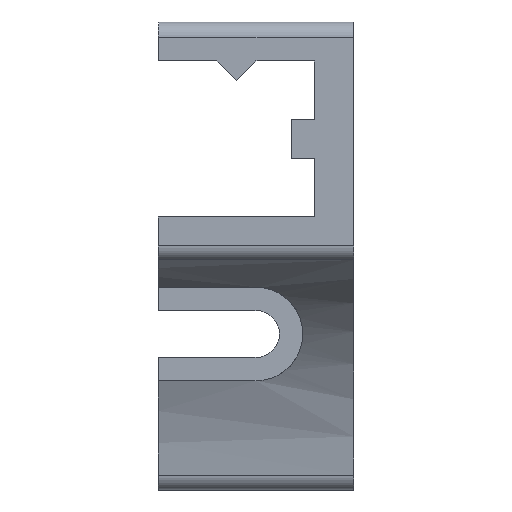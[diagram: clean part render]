
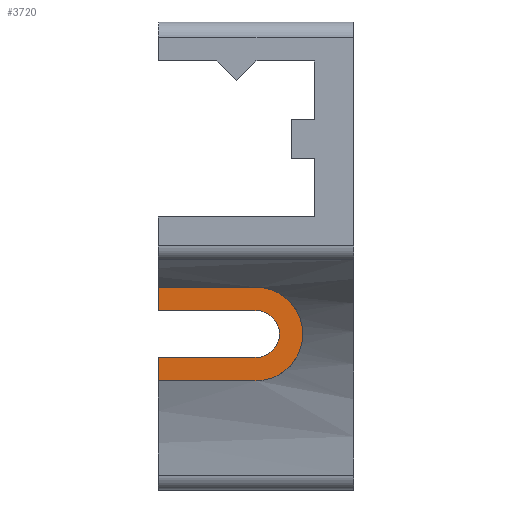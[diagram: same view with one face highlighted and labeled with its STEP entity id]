
A CAD part, left-side view. The second image highlights one B-rep face of the part: STEP entity #3720.
In plain terms, the highlighted planar face has unit normal (-1, 0, 0).
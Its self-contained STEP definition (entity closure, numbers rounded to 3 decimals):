
#117 = PLANE('',#118);
#118 = AXIS2_PLACEMENT_3D('',#119,#120,#121);
#119 = CARTESIAN_POINT('',(-7.,25.,-35.));
#120 = DIRECTION('',(0.,1.,0.));
#121 = DIRECTION('',(0.,0.,1.));
#148 = PLANE('',#149);
#149 = AXIS2_PLACEMENT_3D('',#150,#151,#152);
#150 = CARTESIAN_POINT('',(-5.,12.5,-21.));
#151 = DIRECTION('',(0.,0.,-1.));
#152 = DIRECTION('',(0.,1.,0.));
#349 = CYLINDRICAL_SURFACE('',#350,6.);
#350 = AXIS2_PLACEMENT_3D('',#351,#352,#353);
#351 = CARTESIAN_POINT('',(-5.,12.5,-15.));
#352 = DIRECTION('',(1.,-0.,0.));
#353 = DIRECTION('',(0.,0.,1.));
#464 = PLANE('',#465);
#465 = AXIS2_PLACEMENT_3D('',#466,#467,#468);
#466 = CARTESIAN_POINT('',(-5.,32.5,-9.));
#467 = DIRECTION('',(0.,0.,1.));
#468 = DIRECTION('',(0.,-1.,0.));
#493 = PLANE('',#494);
#494 = AXIS2_PLACEMENT_3D('',#495,#496,#497);
#495 = CARTESIAN_POINT('',(-7.,25.,-35.));
#496 = DIRECTION('',(0.,1.,0.));
#497 = DIRECTION('',(0.,0.,1.));
#1080 = VERTEX_POINT('',#1081);
#1081 = CARTESIAN_POINT('',(-5.,25.,-9.));
#1175 = VERTEX_POINT('',#1176);
#1176 = CARTESIAN_POINT('',(-5.,25.,-12.));
#1189 = PLANE('',#1190);
#1190 = AXIS2_PLACEMENT_3D('',#1191,#1192,#1193);
#1191 = CARTESIAN_POINT('',(-5.,32.5,-12.));
#1192 = DIRECTION('',(0.,-0.,-1.));
#1193 = DIRECTION('',(0.,-1.,0.));
#1200 = EDGE_CURVE('',#1080,#1175,#1201,.T.);
#1201 = SURFACE_CURVE('',#1202,(#1206,#1212),.PCURVE_S1.);
#1202 = LINE('',#1203,#1204);
#1203 = CARTESIAN_POINT('',(-5.,25.,-28.));
#1204 = VECTOR('',#1205,1.);
#1205 = DIRECTION('',(0.,0.,-1.));
#1206 = PCURVE('',#493,#1207);
#1207 = DEFINITIONAL_REPRESENTATION('',(#1208),#1211);
#1208 = B_SPLINE_CURVE_WITH_KNOTS('',1,(#1209,#1210),.UNSPECIFIED.,.F.,
  .F.,(2,2),(-20.2,-5.8),.PIECEWISE_BEZIER_KNOTS.);
#1209 = CARTESIAN_POINT('',(27.2,2.));
#1210 = CARTESIAN_POINT('',(12.8,2.));
#1211 = ( GEOMETRIC_REPRESENTATION_CONTEXT(2) 
PARAMETRIC_REPRESENTATION_CONTEXT() REPRESENTATION_CONTEXT('2D SPACE',''
  ) );
#1212 = PCURVE('',#1213,#1218);
#1213 = PLANE('',#1214);
#1214 = AXIS2_PLACEMENT_3D('',#1215,#1216,#1217);
#1215 = CARTESIAN_POINT('',(-5.,12.5,-21.));
#1216 = DIRECTION('',(1.,0.,0.));
#1217 = DIRECTION('',(0.,0.,-1.));
#1218 = DEFINITIONAL_REPRESENTATION('',(#1219),#1222);
#1219 = B_SPLINE_CURVE_WITH_KNOTS('',1,(#1220,#1221),.UNSPECIFIED.,.F.,
  .F.,(2,2),(-20.2,-5.8),.PIECEWISE_BEZIER_KNOTS.);
#1220 = CARTESIAN_POINT('',(-13.2,12.5));
#1221 = CARTESIAN_POINT('',(1.2,12.5));
#1222 = ( GEOMETRIC_REPRESENTATION_CONTEXT(2) 
PARAMETRIC_REPRESENTATION_CONTEXT() REPRESENTATION_CONTEXT('2D SPACE',''
  ) );
#1227 = EDGE_CURVE('',#1080,#1228,#1230,.T.);
#1228 = VERTEX_POINT('',#1229);
#1229 = CARTESIAN_POINT('',(-5.,12.5,-9.));
#1230 = SURFACE_CURVE('',#1231,(#1235,#1242),.PCURVE_S1.);
#1231 = LINE('',#1232,#1233);
#1232 = CARTESIAN_POINT('',(-5.,32.5,-9.));
#1233 = VECTOR('',#1234,1.);
#1234 = DIRECTION('',(0.,-1.,0.));
#1235 = PCURVE('',#464,#1236);
#1236 = DEFINITIONAL_REPRESENTATION('',(#1237),#1241);
#1237 = LINE('',#1238,#1239);
#1238 = CARTESIAN_POINT('',(0.,0.));
#1239 = VECTOR('',#1240,1.);
#1240 = DIRECTION('',(1.,0.));
#1241 = ( GEOMETRIC_REPRESENTATION_CONTEXT(2) 
PARAMETRIC_REPRESENTATION_CONTEXT() REPRESENTATION_CONTEXT('2D SPACE',''
  ) );
#1242 = PCURVE('',#1213,#1243);
#1243 = DEFINITIONAL_REPRESENTATION('',(#1244),#1248);
#1244 = LINE('',#1245,#1246);
#1245 = CARTESIAN_POINT('',(-12.,20.));
#1246 = VECTOR('',#1247,1.);
#1247 = DIRECTION('',(0.,-1.));
#1248 = ( GEOMETRIC_REPRESENTATION_CONTEXT(2) 
PARAMETRIC_REPRESENTATION_CONTEXT() REPRESENTATION_CONTEXT('2D SPACE',''
  ) );
#1276 = EDGE_CURVE('',#1277,#1228,#1279,.T.);
#1277 = VERTEX_POINT('',#1278);
#1278 = CARTESIAN_POINT('',(-5.,12.5,-21.));
#1279 = SURFACE_CURVE('',#1280,(#1285,#1292),.PCURVE_S1.);
#1280 = CIRCLE('',#1281,6.);
#1281 = AXIS2_PLACEMENT_3D('',#1282,#1283,#1284);
#1282 = CARTESIAN_POINT('',(-5.,12.5,-15.));
#1283 = DIRECTION('',(-1.,0.,0.));
#1284 = DIRECTION('',(0.,0.,1.));
#1285 = PCURVE('',#349,#1286);
#1286 = DEFINITIONAL_REPRESENTATION('',(#1287),#1291);
#1287 = LINE('',#1288,#1289);
#1288 = CARTESIAN_POINT('',(-0.,0.));
#1289 = VECTOR('',#1290,1.);
#1290 = DIRECTION('',(-1.,0.));
#1291 = ( GEOMETRIC_REPRESENTATION_CONTEXT(2) 
PARAMETRIC_REPRESENTATION_CONTEXT() REPRESENTATION_CONTEXT('2D SPACE',''
  ) );
#1292 = PCURVE('',#1213,#1293);
#1293 = DEFINITIONAL_REPRESENTATION('',(#1294),#1302);
#1294 = ( BOUNDED_CURVE() B_SPLINE_CURVE(2,(#1295,#1296,#1297,#1298,
#1299,#1300,#1301),.UNSPECIFIED.,.F.,.F.) B_SPLINE_CURVE_WITH_KNOTS((1,2
    ,2,2,2,1),(-2.094,0.,2.094,4.189,
6.283,8.378),.UNSPECIFIED.) CURVE() 
GEOMETRIC_REPRESENTATION_ITEM() RATIONAL_B_SPLINE_CURVE((1.,0.5,1.,0.5,
1.,0.5,1.)) REPRESENTATION_ITEM('') );
#1295 = CARTESIAN_POINT('',(-12.,0.));
#1296 = CARTESIAN_POINT('',(-12.,10.392));
#1297 = CARTESIAN_POINT('',(-3.,5.196));
#1298 = CARTESIAN_POINT('',(6.,0.));
#1299 = CARTESIAN_POINT('',(-3.,-5.196));
#1300 = CARTESIAN_POINT('',(-12.,-10.392));
#1301 = CARTESIAN_POINT('',(-12.,0.));
#1302 = ( GEOMETRIC_REPRESENTATION_CONTEXT(2) 
PARAMETRIC_REPRESENTATION_CONTEXT() REPRESENTATION_CONTEXT('2D SPACE',''
  ) );
#1330 = EDGE_CURVE('',#1277,#1331,#1333,.T.);
#1331 = VERTEX_POINT('',#1332);
#1332 = CARTESIAN_POINT('',(-5.,25.,-21.));
#1333 = SURFACE_CURVE('',#1334,(#1338,#1345),.PCURVE_S1.);
#1334 = LINE('',#1335,#1336);
#1335 = CARTESIAN_POINT('',(-5.,12.5,-21.));
#1336 = VECTOR('',#1337,1.);
#1337 = DIRECTION('',(0.,1.,0.));
#1338 = PCURVE('',#148,#1339);
#1339 = DEFINITIONAL_REPRESENTATION('',(#1340),#1344);
#1340 = LINE('',#1341,#1342);
#1341 = CARTESIAN_POINT('',(0.,0.));
#1342 = VECTOR('',#1343,1.);
#1343 = DIRECTION('',(1.,0.));
#1344 = ( GEOMETRIC_REPRESENTATION_CONTEXT(2) 
PARAMETRIC_REPRESENTATION_CONTEXT() REPRESENTATION_CONTEXT('2D SPACE',''
  ) );
#1345 = PCURVE('',#1213,#1346);
#1346 = DEFINITIONAL_REPRESENTATION('',(#1347),#1351);
#1347 = LINE('',#1348,#1349);
#1348 = CARTESIAN_POINT('',(0.,0.));
#1349 = VECTOR('',#1350,1.);
#1350 = DIRECTION('',(0.,1.));
#1351 = ( GEOMETRIC_REPRESENTATION_CONTEXT(2) 
PARAMETRIC_REPRESENTATION_CONTEXT() REPRESENTATION_CONTEXT('2D SPACE',''
  ) );
#1407 = EDGE_CURVE('',#1408,#1331,#1410,.T.);
#1408 = VERTEX_POINT('',#1409);
#1409 = CARTESIAN_POINT('',(-5.,25.,-18.));
#1410 = SURFACE_CURVE('',#1411,(#1415,#1421),.PCURVE_S1.);
#1411 = LINE('',#1412,#1413);
#1412 = CARTESIAN_POINT('',(-5.,25.,-28.));
#1413 = VECTOR('',#1414,1.);
#1414 = DIRECTION('',(0.,0.,-1.));
#1415 = PCURVE('',#117,#1416);
#1416 = DEFINITIONAL_REPRESENTATION('',(#1417),#1420);
#1417 = B_SPLINE_CURVE_WITH_KNOTS('',1,(#1418,#1419),.UNSPECIFIED.,.F.,
  .F.,(2,2),(-20.2,-5.8),.PIECEWISE_BEZIER_KNOTS.);
#1418 = CARTESIAN_POINT('',(27.2,2.));
#1419 = CARTESIAN_POINT('',(12.8,2.));
#1420 = ( GEOMETRIC_REPRESENTATION_CONTEXT(2) 
PARAMETRIC_REPRESENTATION_CONTEXT() REPRESENTATION_CONTEXT('2D SPACE',''
  ) );
#1421 = PCURVE('',#1213,#1422);
#1422 = DEFINITIONAL_REPRESENTATION('',(#1423),#1426);
#1423 = B_SPLINE_CURVE_WITH_KNOTS('',1,(#1424,#1425),.UNSPECIFIED.,.F.,
  .F.,(2,2),(-20.2,-5.8),.PIECEWISE_BEZIER_KNOTS.);
#1424 = CARTESIAN_POINT('',(-13.2,12.5));
#1425 = CARTESIAN_POINT('',(1.2,12.5));
#1426 = ( GEOMETRIC_REPRESENTATION_CONTEXT(2) 
PARAMETRIC_REPRESENTATION_CONTEXT() REPRESENTATION_CONTEXT('2D SPACE',''
  ) );
#1443 = PLANE('',#1444);
#1444 = AXIS2_PLACEMENT_3D('',#1445,#1446,#1447);
#1445 = CARTESIAN_POINT('',(-5.,12.5,-18.));
#1446 = DIRECTION('',(0.,0.,1.));
#1447 = DIRECTION('',(0.,1.,0.));
#1619 = CYLINDRICAL_SURFACE('',#1620,3.);
#1620 = AXIS2_PLACEMENT_3D('',#1621,#1622,#1623);
#1621 = CARTESIAN_POINT('',(-5.,12.5,-15.));
#1622 = DIRECTION('',(-1.,0.,0.));
#1623 = DIRECTION('',(0.,0.,1.));
#3720 = ADVANCED_FACE('',(#3721),#1213,.F.);
#3721 = FACE_BOUND('',#3722,.F.);
#3722 = EDGE_LOOP('',(#3723,#3724,#3725,#3726,#3749,#3773,#3794,#3795));
#3723 = ORIENTED_EDGE('',*,*,#1276,.F.);
#3724 = ORIENTED_EDGE('',*,*,#1330,.T.);
#3725 = ORIENTED_EDGE('',*,*,#1407,.F.);
#3726 = ORIENTED_EDGE('',*,*,#3727,.F.);
#3727 = EDGE_CURVE('',#3728,#1408,#3730,.T.);
#3728 = VERTEX_POINT('',#3729);
#3729 = CARTESIAN_POINT('',(-5.,12.5,-18.));
#3730 = SURFACE_CURVE('',#3731,(#3735,#3742),.PCURVE_S1.);
#3731 = LINE('',#3732,#3733);
#3732 = CARTESIAN_POINT('',(-5.,12.5,-18.));
#3733 = VECTOR('',#3734,1.);
#3734 = DIRECTION('',(0.,1.,0.));
#3735 = PCURVE('',#1213,#3736);
#3736 = DEFINITIONAL_REPRESENTATION('',(#3737),#3741);
#3737 = LINE('',#3738,#3739);
#3738 = CARTESIAN_POINT('',(-3.,0.));
#3739 = VECTOR('',#3740,1.);
#3740 = DIRECTION('',(0.,1.));
#3741 = ( GEOMETRIC_REPRESENTATION_CONTEXT(2) 
PARAMETRIC_REPRESENTATION_CONTEXT() REPRESENTATION_CONTEXT('2D SPACE',''
  ) );
#3742 = PCURVE('',#1443,#3743);
#3743 = DEFINITIONAL_REPRESENTATION('',(#3744),#3748);
#3744 = LINE('',#3745,#3746);
#3745 = CARTESIAN_POINT('',(0.,0.));
#3746 = VECTOR('',#3747,1.);
#3747 = DIRECTION('',(1.,0.));
#3748 = ( GEOMETRIC_REPRESENTATION_CONTEXT(2) 
PARAMETRIC_REPRESENTATION_CONTEXT() REPRESENTATION_CONTEXT('2D SPACE',''
  ) );
#3749 = ORIENTED_EDGE('',*,*,#3750,.F.);
#3750 = EDGE_CURVE('',#3751,#3728,#3753,.T.);
#3751 = VERTEX_POINT('',#3752);
#3752 = CARTESIAN_POINT('',(-5.,12.5,-12.));
#3753 = SURFACE_CURVE('',#3754,(#3759,#3766),.PCURVE_S1.);
#3754 = CIRCLE('',#3755,3.);
#3755 = AXIS2_PLACEMENT_3D('',#3756,#3757,#3758);
#3756 = CARTESIAN_POINT('',(-5.,12.5,-15.));
#3757 = DIRECTION('',(1.,0.,0.));
#3758 = DIRECTION('',(0.,0.,1.));
#3759 = PCURVE('',#1213,#3760);
#3760 = DEFINITIONAL_REPRESENTATION('',(#3761),#3765);
#3761 = CIRCLE('',#3762,3.);
#3762 = AXIS2_PLACEMENT_2D('',#3763,#3764);
#3763 = CARTESIAN_POINT('',(-6.,0.));
#3764 = DIRECTION('',(-1.,0.));
#3765 = ( GEOMETRIC_REPRESENTATION_CONTEXT(2) 
PARAMETRIC_REPRESENTATION_CONTEXT() REPRESENTATION_CONTEXT('2D SPACE',''
  ) );
#3766 = PCURVE('',#1619,#3767);
#3767 = DEFINITIONAL_REPRESENTATION('',(#3768),#3772);
#3768 = LINE('',#3769,#3770);
#3769 = CARTESIAN_POINT('',(-0.,0.));
#3770 = VECTOR('',#3771,1.);
#3771 = DIRECTION('',(-1.,0.));
#3772 = ( GEOMETRIC_REPRESENTATION_CONTEXT(2) 
PARAMETRIC_REPRESENTATION_CONTEXT() REPRESENTATION_CONTEXT('2D SPACE',''
  ) );
#3773 = ORIENTED_EDGE('',*,*,#3774,.F.);
#3774 = EDGE_CURVE('',#1175,#3751,#3775,.T.);
#3775 = SURFACE_CURVE('',#3776,(#3780,#3787),.PCURVE_S1.);
#3776 = LINE('',#3777,#3778);
#3777 = CARTESIAN_POINT('',(-5.,32.5,-12.));
#3778 = VECTOR('',#3779,1.);
#3779 = DIRECTION('',(0.,-1.,0.));
#3780 = PCURVE('',#1213,#3781);
#3781 = DEFINITIONAL_REPRESENTATION('',(#3782),#3786);
#3782 = LINE('',#3783,#3784);
#3783 = CARTESIAN_POINT('',(-9.,20.));
#3784 = VECTOR('',#3785,1.);
#3785 = DIRECTION('',(0.,-1.));
#3786 = ( GEOMETRIC_REPRESENTATION_CONTEXT(2) 
PARAMETRIC_REPRESENTATION_CONTEXT() REPRESENTATION_CONTEXT('2D SPACE',''
  ) );
#3787 = PCURVE('',#1189,#3788);
#3788 = DEFINITIONAL_REPRESENTATION('',(#3789),#3793);
#3789 = LINE('',#3790,#3791);
#3790 = CARTESIAN_POINT('',(0.,0.));
#3791 = VECTOR('',#3792,1.);
#3792 = DIRECTION('',(1.,0.));
#3793 = ( GEOMETRIC_REPRESENTATION_CONTEXT(2) 
PARAMETRIC_REPRESENTATION_CONTEXT() REPRESENTATION_CONTEXT('2D SPACE',''
  ) );
#3794 = ORIENTED_EDGE('',*,*,#1200,.F.);
#3795 = ORIENTED_EDGE('',*,*,#1227,.T.);
